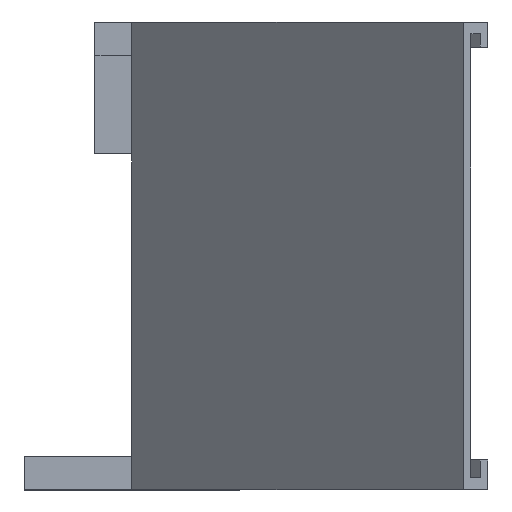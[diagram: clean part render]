
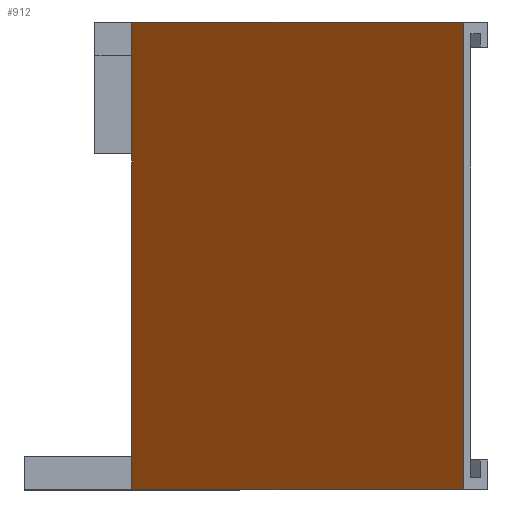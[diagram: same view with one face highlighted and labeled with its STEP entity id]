
A CAD part, top view. The second image highlights one B-rep face of the part: STEP entity #912.
In plain terms, the highlighted planar face has unit normal (-0.707, 0, 0.707).
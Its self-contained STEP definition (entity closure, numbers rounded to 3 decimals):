
#48=FACE_OUTER_BOUND('',#97,.T.);
#97=EDGE_LOOP('',(#745,#746,#747,#748,#749,#750));
#136=LINE('',#1274,#263);
#164=LINE('',#1332,#291);
#182=LINE('',#1367,#309);
#211=LINE('',#1421,#338);
#214=LINE('',#1427,#341);
#217=LINE('',#1433,#344);
#263=VECTOR('',#1045,10.);
#291=VECTOR('',#1083,10.);
#309=VECTOR('',#1105,10.);
#338=VECTOR('',#1152,10.);
#341=VECTOR('',#1157,10.);
#344=VECTOR('',#1166,10.);
#382=VERTEX_POINT('',#1272);
#383=VERTEX_POINT('',#1273);
#403=VERTEX_POINT('',#1317);
#407=VERTEX_POINT('',#1326);
#423=VERTEX_POINT('',#1365);
#441=VERTEX_POINT('',#1425);
#472=EDGE_CURVE('',#382,#383,#136,.T.);
#500=EDGE_CURVE('',#407,#403,#164,.T.);
#518=EDGE_CURVE('',#403,#423,#182,.T.);
#547=EDGE_CURVE('',#423,#383,#211,.T.);
#550=EDGE_CURVE('',#441,#382,#214,.T.);
#553=EDGE_CURVE('',#441,#407,#217,.T.);
#745=ORIENTED_EDGE('',*,*,#553,.T.);
#746=ORIENTED_EDGE('',*,*,#500,.T.);
#747=ORIENTED_EDGE('',*,*,#518,.T.);
#748=ORIENTED_EDGE('',*,*,#547,.T.);
#749=ORIENTED_EDGE('',*,*,#472,.F.);
#750=ORIENTED_EDGE('',*,*,#550,.F.);
#863=PLANE('',#978);
#912=ADVANCED_FACE('',(#48),#863,.T.);
#978=AXIS2_PLACEMENT_3D('',#1432,#1164,#1165);
#1045=DIRECTION('',(0.,-1.,0.));
#1083=DIRECTION('',(0.,-1.,0.));
#1105=DIRECTION('',(0.,-1.,0.));
#1152=DIRECTION('',(0.707,0.,0.707));
#1157=DIRECTION('',(0.707,0.,0.707));
#1164=DIRECTION('center_axis',(-0.707,0.,0.707));
#1165=DIRECTION('ref_axis',(0.707,0.,0.707));
#1166=DIRECTION('',(0.,-1.,0.));
#1272=CARTESIAN_POINT('',(86.761,39.43,62.651));
#1273=CARTESIAN_POINT('',(86.761,-40.17,62.651));
#1274=CARTESIAN_POINT('',(86.761,-39.37,62.651));
#1317=CARTESIAN_POINT('',(30.286,-34.52,6.175));
#1326=CARTESIAN_POINT('',(30.286,33.78,6.175));
#1332=CARTESIAN_POINT('',(30.286,-37.27,6.175));
#1365=CARTESIAN_POINT('',(30.286,-40.17,6.175));
#1367=CARTESIAN_POINT('',(30.286,-37.27,6.175));
#1421=CARTESIAN_POINT('',(79.69,-40.17,55.58));
#1425=CARTESIAN_POINT('',(30.286,39.43,6.175));
#1427=CARTESIAN_POINT('',(42.117,39.43,18.006));
#1432=CARTESIAN_POINT('Origin',(29.593,-39.37,5.482));
#1433=CARTESIAN_POINT('',(30.286,-37.27,6.175));
